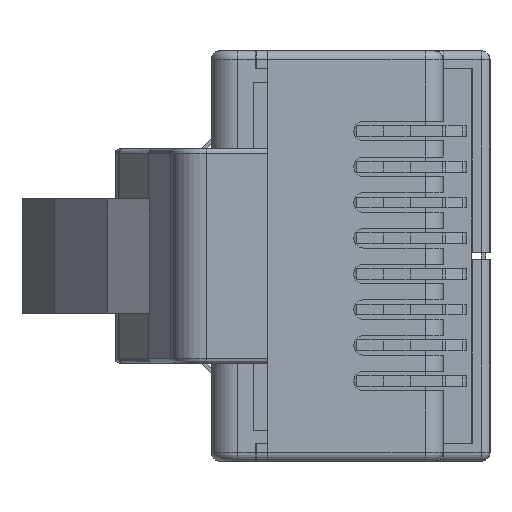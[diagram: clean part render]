
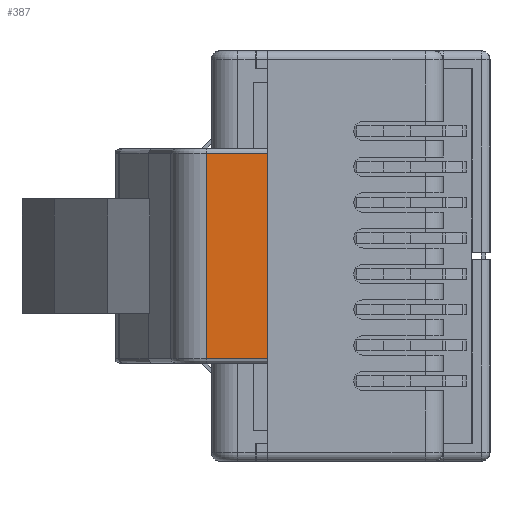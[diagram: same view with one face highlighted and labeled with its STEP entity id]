
A CAD part, left-side view. The second image highlights one B-rep face of the part: STEP entity #387.
In plain terms, the highlighted face is planar.
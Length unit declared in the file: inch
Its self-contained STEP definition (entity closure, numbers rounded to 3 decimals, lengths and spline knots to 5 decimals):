
#61 = CARTESIAN_POINT ( 'NONE',  ( 0.465, 0.06693, 0.11508 ) ) ;
#133 = LINE ( 'NONE', #2816, #8973 ) ;
#387 = ADVANCED_FACE ( 'NONE', ( #10278 ), #4006, .F. ) ;
#468 = ORIENTED_EDGE ( 'NONE', *, *, #9756, .F. ) ;
#547 = LINE ( 'NONE', #5082, #6915 ) ;
#776 = DIRECTION ( 'NONE',  ( 0., 1., 0. ) ) ;
#1301 = CARTESIAN_POINT ( 'NONE',  ( 0.465, 0.13555, 0.11508 ) ) ;
#1587 = CARTESIAN_POINT ( 'NONE',  ( 0.465, 0.13555, -0.11508 ) ) ;
#2570 = VERTEX_POINT ( 'NONE', #1301 ) ;
#2694 = EDGE_CURVE ( 'NONE', #4473, #9762, #9501, .T. ) ;
#2816 = CARTESIAN_POINT ( 'NONE',  ( 0.465, 0.06693, 0.06398 ) ) ;
#2844 = VECTOR ( 'NONE', #776, 39.37008 ) ;
#3599 = EDGE_CURVE ( 'NONE', #2570, #6897, #4488, .T. ) ;
#4006 = PLANE ( 'NONE',  #6470 ) ;
#4473 = VERTEX_POINT ( 'NONE', #8877 ) ;
#4488 = LINE ( 'NONE', #61, #11266 ) ;
#4615 = CARTESIAN_POINT ( 'NONE',  ( 0.465, 0.06693, 0.11508 ) ) ;
#5082 = CARTESIAN_POINT ( 'NONE',  ( 0.465, 0.13555, 0.06398 ) ) ;
#5240 = DIRECTION ( 'NONE',  ( 0., -1., 0. ) ) ;
#6108 = ORIENTED_EDGE ( 'NONE', *, *, #10878, .T. ) ;
#6470 = AXIS2_PLACEMENT_3D ( 'NONE', #7561, #10155, #6588 ) ;
#6588 = DIRECTION ( 'NONE',  ( 0., 0., 1. ) ) ;
#6838 = CARTESIAN_POINT ( 'NONE',  ( 0.465, 0.13555, -0.11508 ) ) ;
#6897 = VERTEX_POINT ( 'NONE', #4615 ) ;
#6915 = VECTOR ( 'NONE', #7591, 39.37008 ) ;
#7561 = CARTESIAN_POINT ( 'NONE',  ( 0.465, 0.13555, 0.06398 ) ) ;
#7591 = DIRECTION ( 'NONE',  ( 0., 0., -1. ) ) ;
#8877 = CARTESIAN_POINT ( 'NONE',  ( 0.465, 0.06693, -0.11508 ) ) ;
#8973 = VECTOR ( 'NONE', #8994, 39.37008 ) ;
#8994 = DIRECTION ( 'NONE',  ( 0., 0., -1. ) ) ;
#9254 = ORIENTED_EDGE ( 'NONE', *, *, #3599, .T. ) ;
#9309 = ORIENTED_EDGE ( 'NONE', *, *, #2694, .T. ) ;
#9501 = LINE ( 'NONE', #1587, #2844 ) ;
#9756 = EDGE_CURVE ( 'NONE', #2570, #9762, #547, .T. ) ;
#9762 = VERTEX_POINT ( 'NONE', #6838 ) ;
#10155 = DIRECTION ( 'NONE',  ( -1., 0., 0. ) ) ;
#10278 = FACE_OUTER_BOUND ( 'NONE', #11051, .T. ) ;
#10878 = EDGE_CURVE ( 'NONE', #6897, #4473, #133, .T. ) ;
#11051 = EDGE_LOOP ( 'NONE', ( #6108, #9309, #468, #9254 ) ) ;
#11266 = VECTOR ( 'NONE', #5240, 39.37008 ) ;
